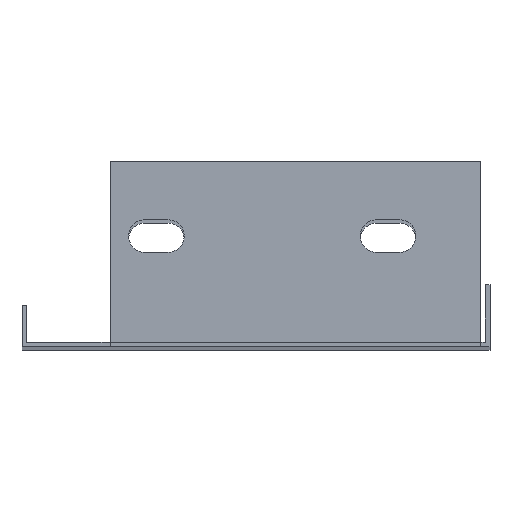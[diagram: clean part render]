
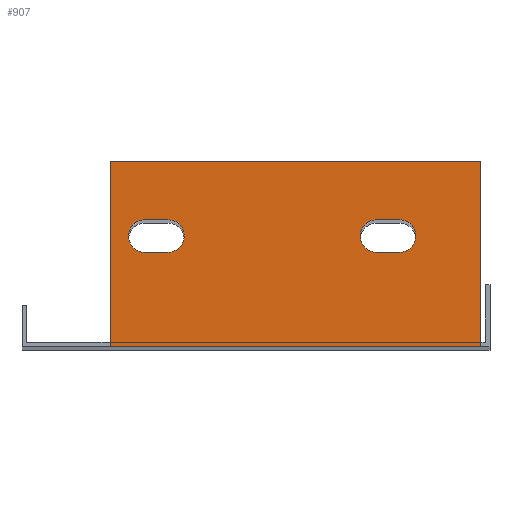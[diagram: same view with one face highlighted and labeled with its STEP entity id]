
A CAD part, top view. The second image highlights one B-rep face of the part: STEP entity #907.
In plain terms, the highlighted planar face has unit normal (0, 0, 1).
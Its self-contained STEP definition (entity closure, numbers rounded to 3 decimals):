
#22=FACE_BOUND('',#93,.T.);
#23=FACE_BOUND('',#94,.T.);
#30=CIRCLE('',#975,3.5);
#31=CIRCLE('',#976,3.5);
#32=CIRCLE('',#977,3.5);
#33=CIRCLE('',#978,3.5);
#48=FACE_OUTER_BOUND('',#92,.T.);
#92=EDGE_LOOP('',(#590,#591,#592,#593,#594,#595));
#93=EDGE_LOOP('',(#596,#597,#598,#599));
#94=EDGE_LOOP('',(#600,#601,#602,#603));
#155=LINE('',#1294,#265);
#159=LINE('',#1302,#269);
#160=LINE('',#1304,#270);
#161=LINE('',#1306,#271);
#162=LINE('',#1308,#272);
#163=LINE('',#1309,#273);
#164=LINE('',#1314,#274);
#165=LINE('',#1317,#275);
#166=LINE('',#1322,#276);
#167=LINE('',#1325,#277);
#265=VECTOR('',#1051,10.);
#269=VECTOR('',#1057,10.);
#270=VECTOR('',#1058,10.);
#271=VECTOR('',#1059,10.);
#272=VECTOR('',#1060,10.);
#273=VECTOR('',#1061,10.);
#274=VECTOR('',#1064,10.);
#275=VECTOR('',#1067,10.);
#276=VECTOR('',#1070,10.);
#277=VECTOR('',#1073,10.);
#374=VERTEX_POINT('',#1291);
#375=VERTEX_POINT('',#1293);
#378=VERTEX_POINT('',#1301);
#379=VERTEX_POINT('',#1303);
#380=VERTEX_POINT('',#1305);
#381=VERTEX_POINT('',#1307);
#382=VERTEX_POINT('',#1310);
#383=VERTEX_POINT('',#1311);
#384=VERTEX_POINT('',#1313);
#385=VERTEX_POINT('',#1315);
#386=VERTEX_POINT('',#1318);
#387=VERTEX_POINT('',#1319);
#388=VERTEX_POINT('',#1321);
#389=VERTEX_POINT('',#1323);
#459=EDGE_CURVE('',#374,#375,#155,.T.);
#463=EDGE_CURVE('',#378,#374,#159,.T.);
#464=EDGE_CURVE('',#379,#378,#160,.T.);
#465=EDGE_CURVE('',#380,#379,#161,.T.);
#466=EDGE_CURVE('',#381,#380,#162,.T.);
#467=EDGE_CURVE('',#375,#381,#163,.T.);
#468=EDGE_CURVE('',#382,#383,#30,.T.);
#469=EDGE_CURVE('',#383,#384,#164,.T.);
#470=EDGE_CURVE('',#384,#385,#31,.T.);
#471=EDGE_CURVE('',#385,#382,#165,.T.);
#472=EDGE_CURVE('',#386,#387,#32,.T.);
#473=EDGE_CURVE('',#387,#388,#166,.T.);
#474=EDGE_CURVE('',#388,#389,#33,.T.);
#475=EDGE_CURVE('',#389,#386,#167,.T.);
#590=ORIENTED_EDGE('',*,*,#463,.F.);
#591=ORIENTED_EDGE('',*,*,#464,.F.);
#592=ORIENTED_EDGE('',*,*,#465,.F.);
#593=ORIENTED_EDGE('',*,*,#466,.F.);
#594=ORIENTED_EDGE('',*,*,#467,.F.);
#595=ORIENTED_EDGE('',*,*,#459,.F.);
#596=ORIENTED_EDGE('',*,*,#468,.T.);
#597=ORIENTED_EDGE('',*,*,#469,.T.);
#598=ORIENTED_EDGE('',*,*,#470,.T.);
#599=ORIENTED_EDGE('',*,*,#471,.T.);
#600=ORIENTED_EDGE('',*,*,#472,.T.);
#601=ORIENTED_EDGE('',*,*,#473,.T.);
#602=ORIENTED_EDGE('',*,*,#474,.T.);
#603=ORIENTED_EDGE('',*,*,#475,.T.);
#826=PLANE('',#974);
#907=ADVANCED_FACE('',(#48,#22,#23),#826,.F.);
#974=AXIS2_PLACEMENT_3D('',#1300,#1055,#1056);
#975=AXIS2_PLACEMENT_3D('',#1312,#1062,#1063);
#976=AXIS2_PLACEMENT_3D('',#1316,#1065,#1066);
#977=AXIS2_PLACEMENT_3D('',#1320,#1068,#1069);
#978=AXIS2_PLACEMENT_3D('',#1324,#1071,#1072);
#1051=DIRECTION('',(-1.,0.,0.));
#1055=DIRECTION('center_axis',(0.,0.,
-1.));
#1056=DIRECTION('ref_axis',(0.,1.,0.));
#1057=DIRECTION('',(0.,-1.,0.));
#1058=DIRECTION('',(0.,-1.,0.));
#1059=DIRECTION('',(1.,0.,0.));
#1060=DIRECTION('',(0.,1.,0.));
#1061=DIRECTION('',(0.,1.,0.));
#1062=DIRECTION('center_axis',(0.,0.,
-1.));
#1063=DIRECTION('ref_axis',(0.,-1.,0.));
#1064=DIRECTION('',(1.,0.,0.));
#1065=DIRECTION('center_axis',(0.,0.,
-1.));
#1066=DIRECTION('ref_axis',(0.,1.,0.));
#1067=DIRECTION('',(-1.,0.,0.));
#1068=DIRECTION('center_axis',(0.,0.,
-1.));
#1069=DIRECTION('ref_axis',(0.,-1.,0.));
#1070=DIRECTION('',(1.,0.,0.));
#1071=DIRECTION('center_axis',(0.,0.,
-1.));
#1072=DIRECTION('ref_axis',(0.,1.,0.));
#1073=DIRECTION('',(-1.,0.,0.));
#1291=CARTESIAN_POINT('',(0.,-1.,-38.));
#1293=CARTESIAN_POINT('',(-80.,-1.,-38.));
#1294=CARTESIAN_POINT('',(-45.011,-1.,-38.));
#1300=CARTESIAN_POINT('Origin',(-45.011,-199.581,-38.));
#1301=CARTESIAN_POINT('',(0.,1.,-38.));
#1302=CARTESIAN_POINT('',(0.,-99.291,-38.));
#1303=CARTESIAN_POINT('',(0.,38.919,-38.));
#1304=CARTESIAN_POINT('',(0.,38.919,-38.));
#1305=CARTESIAN_POINT('',(-80.,38.919,-38.));
#1306=CARTESIAN_POINT('',(-80.,38.919,-38.));
#1307=CARTESIAN_POINT('',(-80.,1.,-38.));
#1308=CARTESIAN_POINT('',(-80.,-11.081,-38.));
#1309=CARTESIAN_POINT('',(-80.,-101.166,-38.));
#1310=CARTESIAN_POINT('',(-72.5,19.419,-38.));
#1311=CARTESIAN_POINT('',(-72.5,26.419,-38.));
#1312=CARTESIAN_POINT('Origin',(-72.5,22.919,-38.));
#1313=CARTESIAN_POINT('',(-67.5,26.419,-38.));
#1314=CARTESIAN_POINT('',(-56.256,26.419,-38.));
#1315=CARTESIAN_POINT('',(-67.5,19.419,-38.));
#1316=CARTESIAN_POINT('Origin',(-67.5,22.919,-38.));
#1317=CARTESIAN_POINT('',(-58.756,19.419,-38.));
#1318=CARTESIAN_POINT('',(-22.5,19.419,-38.));
#1319=CARTESIAN_POINT('',(-22.5,26.419,-38.));
#1320=CARTESIAN_POINT('Origin',(-22.5,22.919,-38.));
#1321=CARTESIAN_POINT('',(-17.5,26.419,-38.));
#1322=CARTESIAN_POINT('',(-31.256,26.419,-38.));
#1323=CARTESIAN_POINT('',(-17.5,19.419,-38.));
#1324=CARTESIAN_POINT('Origin',(-17.5,22.919,-38.));
#1325=CARTESIAN_POINT('',(-33.756,19.419,-38.));
